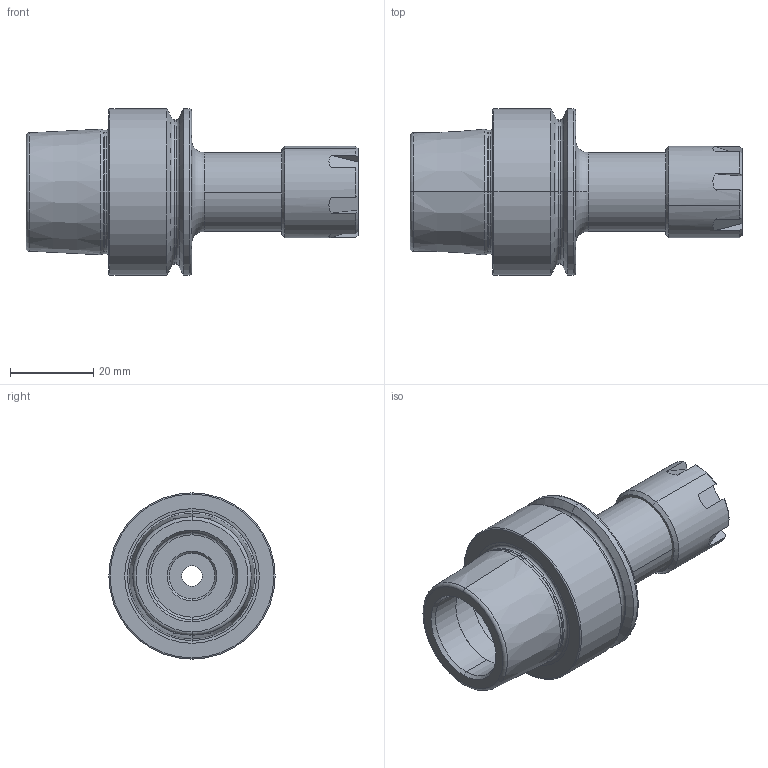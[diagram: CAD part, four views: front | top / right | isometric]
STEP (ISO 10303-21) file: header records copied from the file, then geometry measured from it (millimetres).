
FILE_DESCRIPTION (( 'STEP AP203' ), '1' );
FILE_NAME ('HE4.E17.K01.060.STEP', '2018-02-16T12:19:54', ( 'SWIAdmin' ), ( 'Hewlett-Packard Company' ), 'SwSTEP 2.0', 'SolidWorks 2017', '' );
FILE_SCHEMA (( 'CONFIG_CONTROL_DESIGN' ));
Length unit declared in the file: millimetre
Products named in the file (3): E17-ER1.001.018; HE4.E17.K01.060; HE4-E17.K01.060_A_Fertigbearbeitung
Assembly tree (2 placements, depth 2):
  HE4.E17.K01.060
    HE4-E17.K01.060_A_Fertigbearbeitung
    E17-ER1.001.018
Bounding box: 79.9 x 40 x 40 mm (x, y, z)
Volume: 32983.2 mm3; surface area: 14737.9 mm2
Topology: 2 solids, 2 shells, 131 faces, 296 edges, 177 vertices
Faces by surface type: cone 35, cylinder 35, plane 33, torus 28
Entity records: 4041 total; most frequent: CARTESIAN_POINT 728, DIRECTION 705, ORIENTED_EDGE 592, AXIS2_PLACEMENT_3D 297, EDGE_CURVE 296, VERTEX_POINT 177, CIRCLE 161, EDGE_LOOP 143
